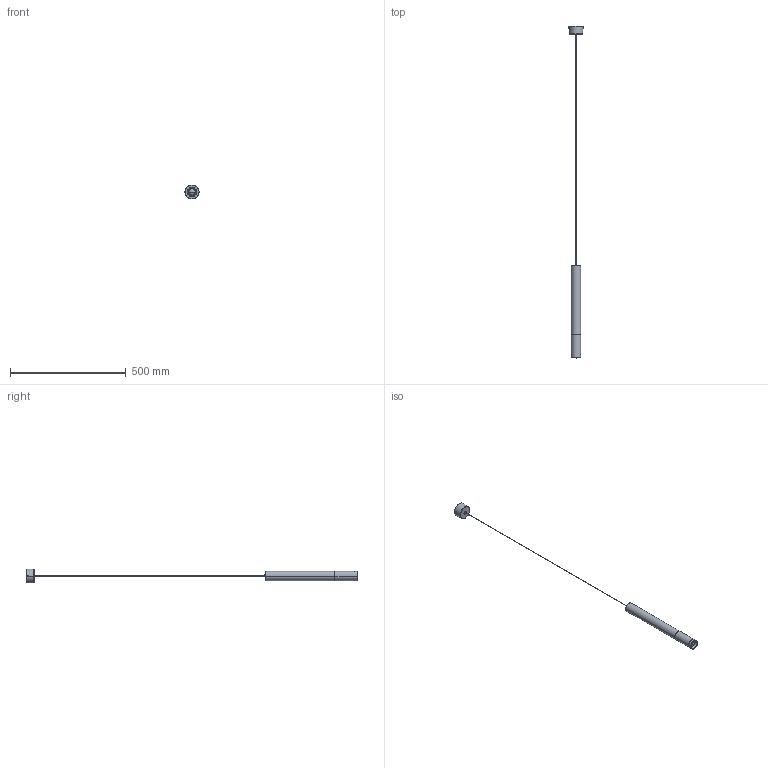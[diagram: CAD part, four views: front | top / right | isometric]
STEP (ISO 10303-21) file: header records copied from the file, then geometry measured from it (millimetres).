
FILE_DESCRIPTION((''),'2;1');
FILE_NAME('DD-001_ASM','2023-03-30T23:52:06',('Administrator'),(''),'CREO PARAMETRIC BY PTC INC, 2020053','CREO PARAMETRIC BY PTC INC, 2020053','');
FILE_SCHEMA(('CONFIG_CONTROL_DESIGN'));
Length unit declared in the file: millimetre
Products named in the file (10): DD-001-01-1; DD-001-01-2; DD-001-02; DD-001-03; DD-001-04; DD-001-05; DD-001-06; DD-001-07; TM4X8; DD-001_ASM
Assembly tree (11 placements, depth 2):
  DD-001_ASM
    DD-001-01-1
    DD-001-01-2
    DD-001-02
    DD-001-03
    DD-001-04  x2
    DD-001-05
    DD-001-06
    DD-001-07
    TM4X8  x2
Bounding box: 63.89 x 1435 x 60 mm (x, y, z)
Volume: 71751.2 mm3; surface area: 132622.7 mm2
Topology: 11 solids, 11 shells, 276 faces, 682 edges, 433 vertices
Faces by surface type: cylinder 124, plane 82, torus 38, cone 14, bspline 12, sphere 6
Entity records: 8601 total; most frequent: CARTESIAN_POINT 3745, DIRECTION 1021, ORIENTED_EDGE 946, EDGE_CURVE 473, AXIS2_PLACEMENT_3D 419, VERTEX_POINT 302, EDGE_LOOP 225, CIRCLE 211
